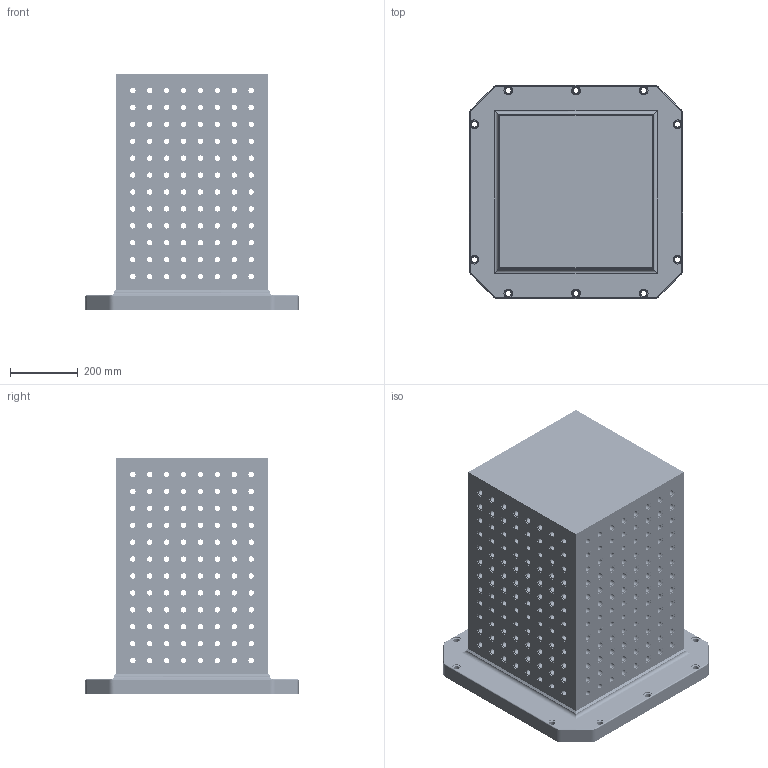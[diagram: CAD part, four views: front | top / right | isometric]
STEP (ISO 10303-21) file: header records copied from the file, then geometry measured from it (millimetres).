
FILE_DESCRIPTION(('STEP AP214'),'1');
FILE_NAME(' ',' ',('TraceParts'),('TraceParts S.A.'),'XStep 1.0',' ',' ');
FILE_SCHEMA(('automotive_design'));
Length unit declared in the file: millimetre
Products named in the file (1): 1
Bounding box: 630 x 630 x 700 mm (x, y, z)
Volume: 50926352.9 mm3; surface area: 3796710.7 mm2
Topology: 1 solids, 1 shells, 2053 faces, 4946 edges, 3288 vertices
Faces by surface type: cylinder 1608, plane 425, cone 20
Entity records: 121334 total; most frequent: DIRECTION 12246, CARTESIAN_POINT 10854, STYLED_ITEM 10288, PRESENTATION_STYLE_ASSIGNMENT 10288, COLOUR_RGB 10288, ORIENTED_EDGE 9892, AXIS2_PLACEMENT_3D 5276, EDGE_CURVE 4946
